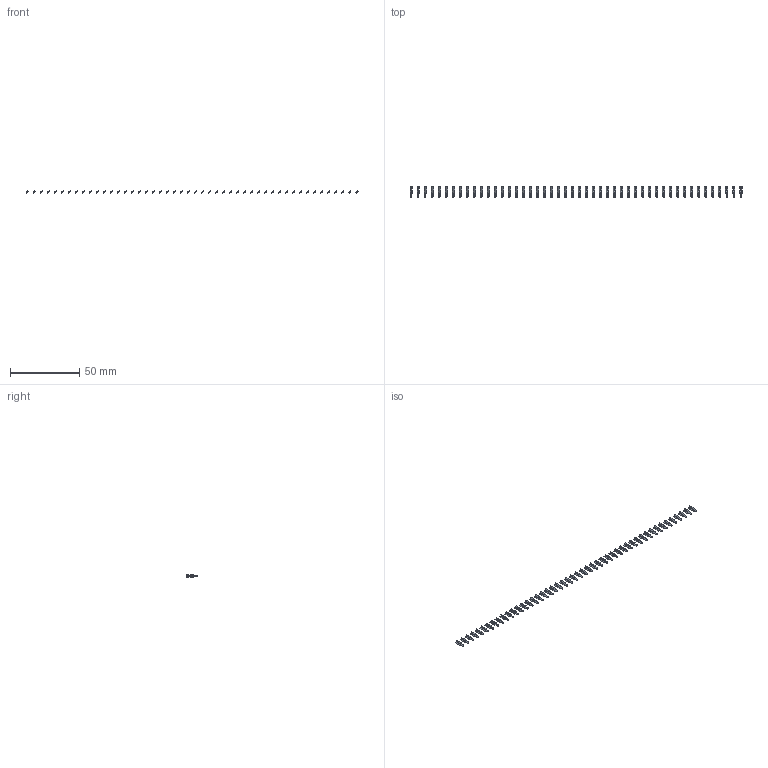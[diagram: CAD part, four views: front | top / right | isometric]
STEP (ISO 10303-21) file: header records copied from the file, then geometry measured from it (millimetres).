
FILE_DESCRIPTION (( 'STEP AP203' ), '1' );
FILE_NAME ('106-048-253-200.STEP', '2020-04-16T20:29:04', ( '' ), ( '' ), 'SwSTEP 2.0', 'SolidWorks 2016', '' );
FILE_SCHEMA (( 'CONFIG_CONTROL_DESIGN' ));
Length unit declared in the file: inch
Products named in the file (2): 100-290-001_100-290-253; 106-048-253-200
Assembly tree (48 placements, depth 2):
  106-048-253-200
    100-290-001_100-290-253  x48
Bounding box: 240.56 x 7.62 x 1.8 mm (x, y, z)
Volume: 264.8 mm3; surface area: 1651.5 mm2
Topology: 48 solids, 48 shells, 960 faces, 2592 edges, 1728 vertices
Faces by surface type: plane 912, cylinder 48
Entity records: 2324 total; most frequent: DIRECTION 198, CARTESIAN_POINT 161, ORIENTED_EDGE 108, CALENDAR_DATE 106, LOCAL_TIME 106, COORDINATED_UNIVERSAL_TIME_OFFSET 106, DATE_AND_TIME 106, AXIS2_PLACEMENT_3D 73
